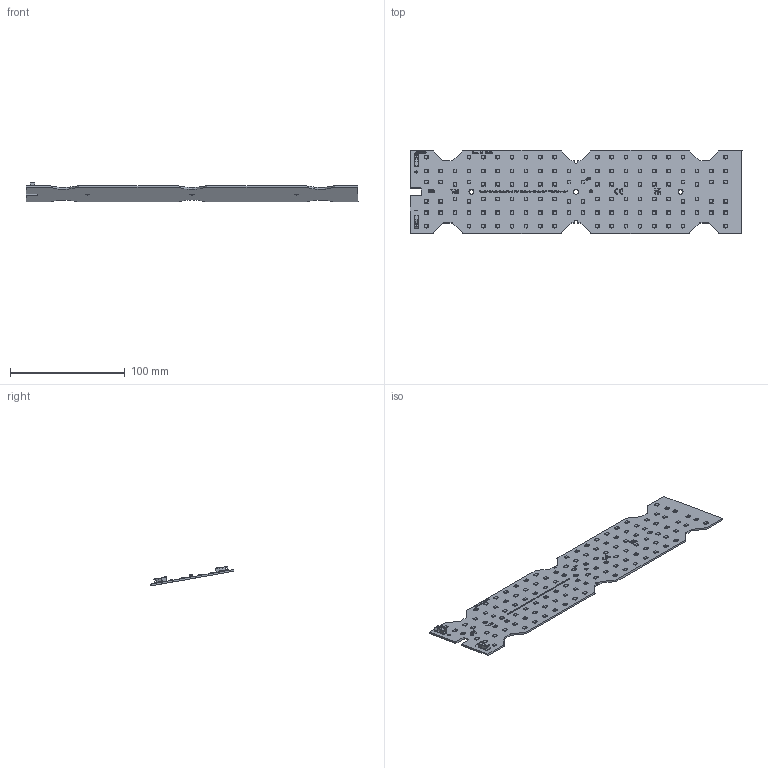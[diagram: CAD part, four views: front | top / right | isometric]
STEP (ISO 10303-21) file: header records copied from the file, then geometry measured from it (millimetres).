
FILE_DESCRIPTION(('Creo Elements/Direct Modeling STEP Export'),'2;1');
FILE_NAME('NEW_3D-Model-WU-M-712.pkg.stp','2024-07-08T11:48:42',(''),(''),'PTC Creo Elements/Direct Modeling STEP processor for AP214 (Solid Model)','PTC Creo Elements/Direct Modeling 19.0E 27-Jun-2016 (C) Parametric Technology GmbH','');
FILE_SCHEMA(('AUTOMOTIVE_DESIGN { 1 0 10303 214 1 1 1 1 }'));
Length unit declared in the file: millimetre
Products named in the file (208): p1; SMA__DO-214AC_.prt; SMA__DO-214AC_.STEP; Otpornik; LUXEON_3030_HE_PLUS.prt; LUXEON_3030_HE_PLUS.prt.1; Dioda00001; Con020202; Con0101010101000; Con01; Con01010101; Baza_WU-M-712.99; Baza_WU-M-712.97; Baza_WU-M-712.96; Baza_WU-M-712.95; Baza_WU-M-712.94; Baza_WU-M-712.93; Baza_WU-M-712.92; Baza_WU-M-712.91; Baza_WU-M-712.90; Baza_WU-M-712.9; Baza_WU-M-712.89; Baza_WU-M-712.87; Baza_WU-M-712.86; Baza_WU-M-712.85; Baza_WU-M-712.84; Baza_WU-M-712.83; Baza_WU-M-712.82; Baza_WU-M-712.81; Baza_WU-M-712.80; Baza_WU-M-712.8; Baza_WU-M-712.79; Baza_WU-M-712.78; Baza_WU-M-712.77; Baza_WU-M-712.75; Baza_WU-M-712.74; Baza_WU-M-712.73; Baza_WU-M-712.72; Baza_WU-M-712.71; Baza_WU-M-712.70 ...
Assembly tree (227 placements, depth 2):
  p1
  SMA__DO-214AC_.STEP
    SMA__DO-214AC_.prt
  Otpornik
  Dioda00001
    LUXEON_3030_HE_PLUS.prt.1  x60
    LUXEON_3030_HE_PLUS.prt  x60
  Con020202
Bounding box: 289 x 72.64 x 17.27 mm (x, y, z)
Volume: 31031.3 mm3; surface area: 45515.2 mm2
Topology: 226 solids, 226 shells, 11045 faces, 28682 edges, 19414 vertices
Faces by surface type: plane 9081, cylinder 1889, extrusion 55, sphere 12, bspline 8
Entity records: 121642 total; most frequent: CARTESIAN_POINT 18990, ORIENTED_EDGE 15568, DIRECTION 15245, EDGE_CURVE 7784, VECTOR 6301, LINE 6246, VERTEX_POINT 5136, AXIS2_PLACEMENT_3D 4472
